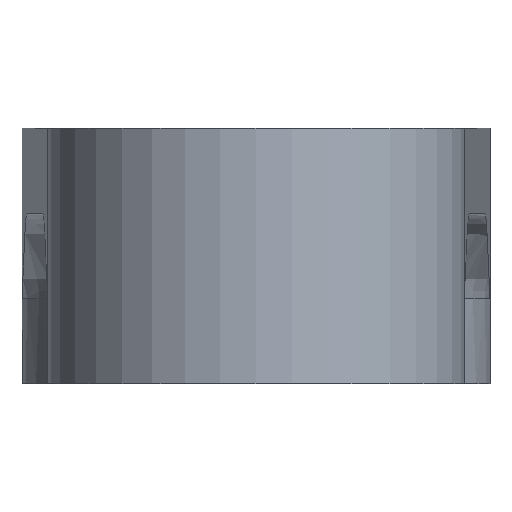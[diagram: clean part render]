
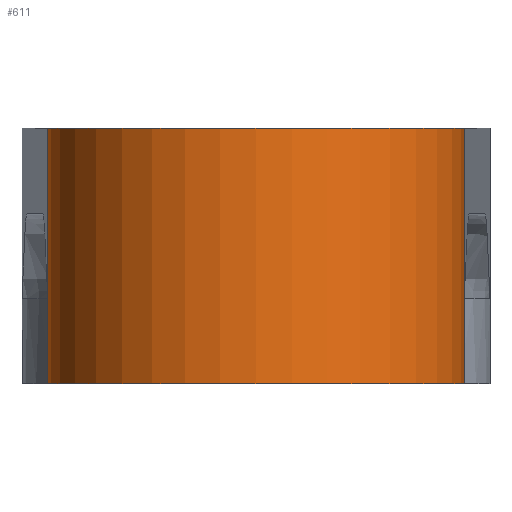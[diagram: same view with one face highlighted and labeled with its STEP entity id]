
A CAD part, front view. The second image highlights one B-rep face of the part: STEP entity #611.
In plain terms, the highlighted cylindrical face has radius 2.45 mm (diameter 4.9 mm), a partial arc.
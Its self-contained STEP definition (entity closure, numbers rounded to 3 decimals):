
#2 = DIRECTION ( 'NONE',  ( 0., 0., -1. ) ) ;
#4 = EDGE_CURVE ( 'NONE', #848, #883, #892, .T. ) ;
#110 = CARTESIAN_POINT ( 'NONE',  ( -2.45, -13.25, 1. ) ) ;
#136 = CARTESIAN_POINT ( 'NONE',  ( 2.45, -13.25, 1. ) ) ;
#137 = CARTESIAN_POINT ( 'NONE',  ( -2.45, -13.25, -1. ) ) ;
#143 = CARTESIAN_POINT ( 'NONE',  ( 0., -13.25, -2. ) ) ;
#170 = ORIENTED_EDGE ( 'NONE', *, *, #655, .F. ) ;
#177 = ORIENTED_EDGE ( 'NONE', *, *, #897, .T. ) ;
#199 = DIRECTION ( 'NONE',  ( 0., 0., -1. ) ) ;
#211 = CARTESIAN_POINT ( 'NONE',  ( 2.45, -13.25, 1. ) ) ;
#217 = LINE ( 'NONE', #743, #975 ) ;
#252 = ORIENTED_EDGE ( 'NONE', *, *, #868, .T. ) ;
#271 = ORIENTED_EDGE ( 'NONE', *, *, #4, .F. ) ;
#272 = EDGE_CURVE ( 'NONE', #407, #848, #909, .T. ) ;
#291 = DIRECTION ( 'NONE',  ( -1., 0., 0. ) ) ;
#299 = CARTESIAN_POINT ( 'NONE',  ( 0., -13.25, 1. ) ) ;
#355 = CIRCLE ( 'NONE', #691, 2.45 ) ;
#369 = VECTOR ( 'NONE', #199, 1000. ) ;
#391 = CARTESIAN_POINT ( 'NONE',  ( 0., -13.25, 1. ) ) ;
#394 = VERTEX_POINT ( 'NONE', #479 ) ;
#407 = VERTEX_POINT ( 'NONE', #786 ) ;
#466 = DIRECTION ( 'NONE',  ( 1., 0., 0. ) ) ;
#479 = CARTESIAN_POINT ( 'NONE',  ( -2.45, -13.25, 1. ) ) ;
#504 = LINE ( 'NONE', #110, #977 ) ;
#507 = DIRECTION ( 'NONE',  ( 0., 0., -1. ) ) ;
#508 = LINE ( 'NONE', #886, #369 ) ;
#509 = ORIENTED_EDGE ( 'NONE', *, *, #272, .F. ) ;
#513 = EDGE_CURVE ( 'NONE', #989, #394, #355, .T. ) ;
#548 = FACE_OUTER_BOUND ( 'NONE', #918, .T. ) ;
#611 = ADVANCED_FACE ( 'NONE', ( #548 ), #700, .T. ) ;
#614 = VERTEX_POINT ( 'NONE', #137 ) ;
#655 = EDGE_CURVE ( 'NONE', #989, #407, #217, .T. ) ;
#666 = AXIS2_PLACEMENT_3D ( 'NONE', #143, #983, #466 ) ;
#691 = AXIS2_PLACEMENT_3D ( 'NONE', #391, #2, #695 ) ;
#693 = ORIENTED_EDGE ( 'NONE', *, *, #513, .T. ) ;
#695 = DIRECTION ( 'NONE',  ( 1., 0., 0. ) ) ;
#700 = CYLINDRICAL_SURFACE ( 'NONE', #914, 2.45 ) ;
#743 = CARTESIAN_POINT ( 'NONE',  ( 2.45, -13.25, 1. ) ) ;
#786 = CARTESIAN_POINT ( 'NONE',  ( 2.45, -13.25, -1. ) ) ;
#814 = VECTOR ( 'NONE', #507, 1000. ) ;
#816 = CARTESIAN_POINT ( 'NONE',  ( 2.45, -13.25, -2. ) ) ;
#848 = VERTEX_POINT ( 'NONE', #816 ) ;
#868 = EDGE_CURVE ( 'NONE', #394, #614, #504, .T. ) ;
#881 = CARTESIAN_POINT ( 'NONE',  ( -2.45, -13.25, -2. ) ) ;
#883 = VERTEX_POINT ( 'NONE', #881 ) ;
#886 = CARTESIAN_POINT ( 'NONE',  ( -2.45, -13.25, 1. ) ) ;
#892 = CIRCLE ( 'NONE', #666, 2.45 ) ;
#896 = DIRECTION ( 'NONE',  ( 0., 0., -1. ) ) ;
#897 = EDGE_CURVE ( 'NONE', #614, #883, #508, .T. ) ;
#909 = LINE ( 'NONE', #211, #814 ) ;
#914 = AXIS2_PLACEMENT_3D ( 'NONE', #299, #896, #291 ) ;
#918 = EDGE_LOOP ( 'NONE', ( #509, #170, #693, #252, #177, #271 ) ) ;
#943 = DIRECTION ( 'NONE',  ( 0., 0., -1. ) ) ;
#975 = VECTOR ( 'NONE', #978, 1000. ) ;
#977 = VECTOR ( 'NONE', #943, 1000. ) ;
#978 = DIRECTION ( 'NONE',  ( 0., 0., -1. ) ) ;
#983 = DIRECTION ( 'NONE',  ( 0., 0., -1. ) ) ;
#989 = VERTEX_POINT ( 'NONE', #136 ) ;
